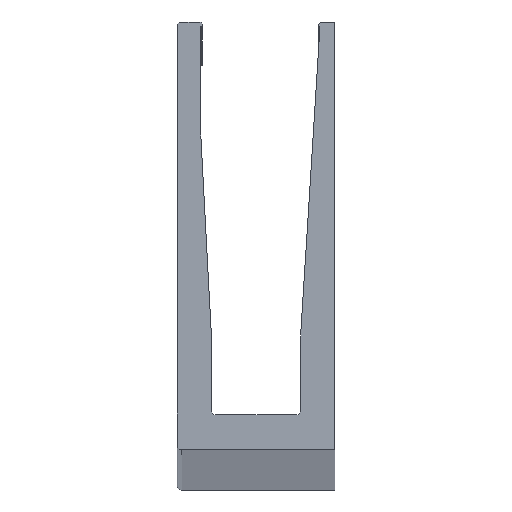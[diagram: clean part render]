
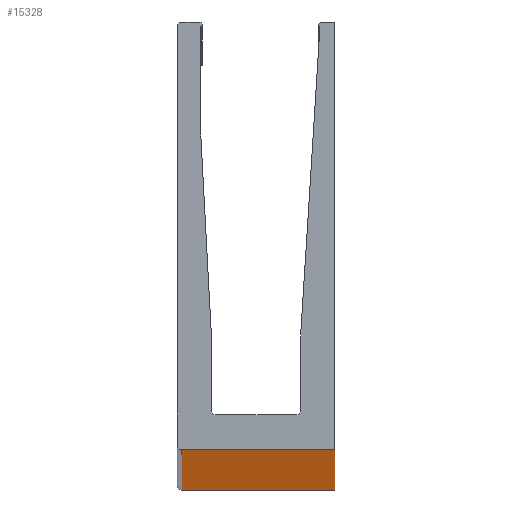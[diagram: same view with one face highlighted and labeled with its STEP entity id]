
A CAD part, top view. The second image highlights one B-rep face of the part: STEP entity #15328.
In plain terms, the highlighted planar face has unit normal (0, -1, 0).
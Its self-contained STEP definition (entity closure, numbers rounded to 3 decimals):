
#655 = CARTESIAN_POINT ( 'NONE',  ( -19.3, 0., 3000. ) ) ;
#742 = ORIENTED_EDGE ( 'NONE', *, *, #17019, .F. ) ;
#2702 = ORIENTED_EDGE ( 'NONE', *, *, #13629, .T. ) ;
#3004 = CARTESIAN_POINT ( 'NONE',  ( -19.3, 0., -3000. ) ) ;
#3481 = CARTESIAN_POINT ( 'NONE',  ( 20.5, 0., -3000. ) ) ;
#5327 = CARTESIAN_POINT ( 'NONE',  ( -19.3, 0., -3000. ) ) ;
#5655 = CARTESIAN_POINT ( 'NONE',  ( 20.5, 0., 3000. ) ) ;
#5908 = CARTESIAN_POINT ( 'NONE',  ( -19.3, 0., 3000. ) ) ;
#5957 = AXIS2_PLACEMENT_3D ( 'NONE', #8568, #8795, #23122 ) ;
#6980 = VERTEX_POINT ( 'NONE', #655 ) ;
#7296 = LINE ( 'NONE', #5655, #17622 ) ;
#7319 = EDGE_CURVE ( 'NONE', #9077, #18583, #7296, .T. ) ;
#7331 = CARTESIAN_POINT ( 'NONE',  ( -19.3, 0., 3000. ) ) ;
#7407 = DIRECTION ( 'NONE',  ( 1., 0., 0. ) ) ;
#8568 = CARTESIAN_POINT ( 'NONE',  ( -19.3, 0., 3000. ) ) ;
#8795 = DIRECTION ( 'NONE',  ( 0., 1., 0. ) ) ;
#8861 = VECTOR ( 'NONE', #17736, 1000. ) ;
#9077 = VERTEX_POINT ( 'NONE', #14106 ) ;
#9593 = ORIENTED_EDGE ( 'NONE', *, *, #18502, .T. ) ;
#9839 = FACE_OUTER_BOUND ( 'NONE', #15451, .T. ) ;
#10347 = LINE ( 'NONE', #7331, #23166 ) ;
#10681 = ORIENTED_EDGE ( 'NONE', *, *, #7319, .F. ) ;
#12948 = DIRECTION ( 'NONE',  ( 0., 0., -1. ) ) ;
#13629 = EDGE_CURVE ( 'NONE', #6980, #14579, #23294, .T. ) ;
#14106 = CARTESIAN_POINT ( 'NONE',  ( 20.5, 0., 3000. ) ) ;
#14579 = VERTEX_POINT ( 'NONE', #5327 ) ;
#15328 = ADVANCED_FACE ( 'NONE', ( #9839 ), #21652, .F. ) ;
#15451 = EDGE_LOOP ( 'NONE', ( #9593, #10681, #742, #2702 ) ) ;
#17019 = EDGE_CURVE ( 'NONE', #6980, #9077, #10347, .T. ) ;
#17622 = VECTOR ( 'NONE', #18524, 1000. ) ;
#17736 = DIRECTION ( 'NONE',  ( 1., 0., 0. ) ) ;
#18502 = EDGE_CURVE ( 'NONE', #14579, #18583, #18600, .T. ) ;
#18524 = DIRECTION ( 'NONE',  ( 0., 0., -1. ) ) ;
#18583 = VERTEX_POINT ( 'NONE', #3481 ) ;
#18600 = LINE ( 'NONE', #3004, #8861 ) ;
#21652 = PLANE ( 'NONE',  #5957 ) ;
#21758 = VECTOR ( 'NONE', #12948, 1000. ) ;
#23122 = DIRECTION ( 'NONE',  ( 0., 0., 1. ) ) ;
#23166 = VECTOR ( 'NONE', #7407, 1000. ) ;
#23294 = LINE ( 'NONE', #5908, #21758 ) ;
